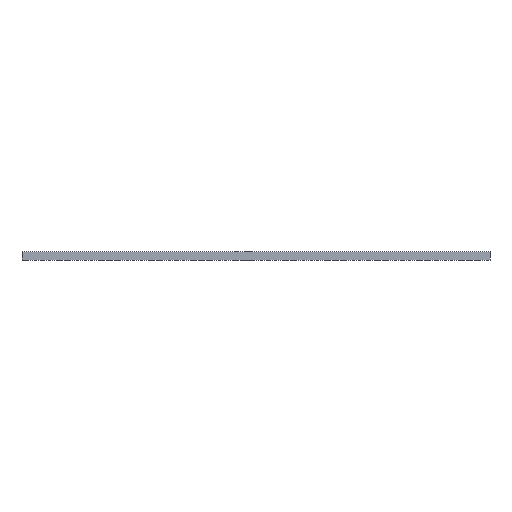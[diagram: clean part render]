
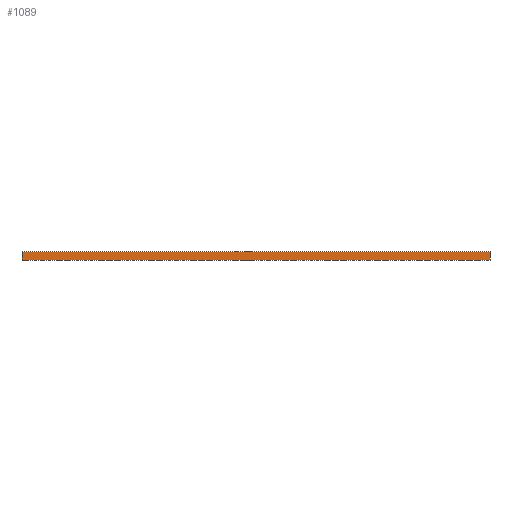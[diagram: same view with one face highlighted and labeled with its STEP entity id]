
A CAD part, top view. The second image highlights one B-rep face of the part: STEP entity #1089.
In plain terms, the highlighted planar face has unit normal (0, 0, 1).
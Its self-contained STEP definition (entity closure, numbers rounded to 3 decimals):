
#8 = EDGE_CURVE ( 'NONE', #8137, #3655, #7668, .T. ) ;
#548 = DIRECTION ( 'NONE',  ( 0., 0., 1. ) ) ;
#762 = PLANE ( 'NONE',  #3276 ) ;
#792 = CARTESIAN_POINT ( 'NONE',  ( 2963., 0., -24.2 ) ) ;
#1089 = ADVANCED_FACE ( 'NONE', ( #5827 ), #762, .T. ) ;
#1384 = CARTESIAN_POINT ( 'NONE',  ( 2963., 54.15, -24.2 ) ) ;
#1387 = CARTESIAN_POINT ( 'NONE',  ( 2963., 1.8, -24.2 ) ) ;
#1413 = CARTESIAN_POINT ( 'NONE',  ( 0., 0., -24.2 ) ) ;
#1839 = ORIENTED_EDGE ( 'NONE', *, *, #8518, .F. ) ;
#1899 = EDGE_LOOP ( 'NONE', ( #3898, #2415, #1839, #2273 ) ) ;
#2273 = ORIENTED_EDGE ( 'NONE', *, *, #8, .T. ) ;
#2400 = EDGE_CURVE ( 'NONE', #3655, #3067, #5585, .T. ) ;
#2412 = CARTESIAN_POINT ( 'NONE',  ( 2963., 1.8, -24.2 ) ) ;
#2415 = ORIENTED_EDGE ( 'NONE', *, *, #5551, .F. ) ;
#2661 = LINE ( 'NONE', #1413, #4002 ) ;
#3067 = VERTEX_POINT ( 'NONE', #5400 ) ;
#3276 = AXIS2_PLACEMENT_3D ( 'NONE', #792, #548, #5215 ) ;
#3655 = VERTEX_POINT ( 'NONE', #6282 ) ;
#3898 = ORIENTED_EDGE ( 'NONE', *, *, #2400, .T. ) ;
#4002 = VECTOR ( 'NONE', #5329, 1000. ) ;
#4045 = VECTOR ( 'NONE', #5188, 1000. ) ;
#5001 = VERTEX_POINT ( 'NONE', #7536 ) ;
#5188 = DIRECTION ( 'NONE',  ( 0., 1., 0. ) ) ;
#5209 = VECTOR ( 'NONE', #6442, 1000. ) ;
#5215 = DIRECTION ( 'NONE',  ( 1., 0., 0. ) ) ;
#5329 = DIRECTION ( 'NONE',  ( 0., 1., 0. ) ) ;
#5400 = CARTESIAN_POINT ( 'NONE',  ( 0., 54.15, -24.2 ) ) ;
#5551 = EDGE_CURVE ( 'NONE', #5001, #3067, #2661, .T. ) ;
#5585 = LINE ( 'NONE', #1384, #8577 ) ;
#5827 = FACE_OUTER_BOUND ( 'NONE', #1899, .T. ) ;
#5864 = CARTESIAN_POINT ( 'NONE',  ( 2963., 0., -24.2 ) ) ;
#6080 = DIRECTION ( 'NONE',  ( -1., 0., 0. ) ) ;
#6282 = CARTESIAN_POINT ( 'NONE',  ( 2963., 54.15, -24.2 ) ) ;
#6442 = DIRECTION ( 'NONE',  ( -1., 0., 0. ) ) ;
#7386 = LINE ( 'NONE', #2412, #5209 ) ;
#7536 = CARTESIAN_POINT ( 'NONE',  ( 0., 1.8, -24.2 ) ) ;
#7668 = LINE ( 'NONE', #5864, #4045 ) ;
#8137 = VERTEX_POINT ( 'NONE', #1387 ) ;
#8518 = EDGE_CURVE ( 'NONE', #8137, #5001, #7386, .T. ) ;
#8577 = VECTOR ( 'NONE', #6080, 1000. ) ;
